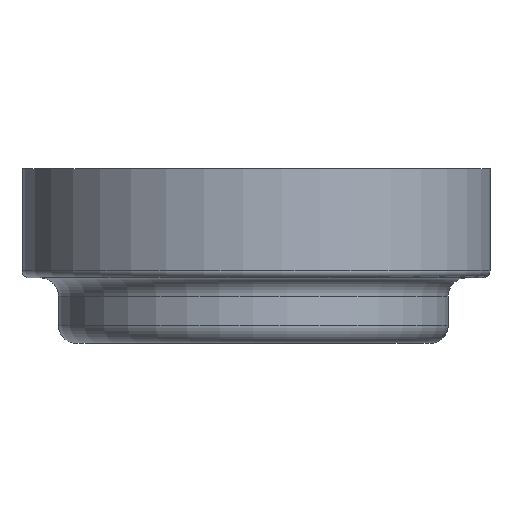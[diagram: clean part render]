
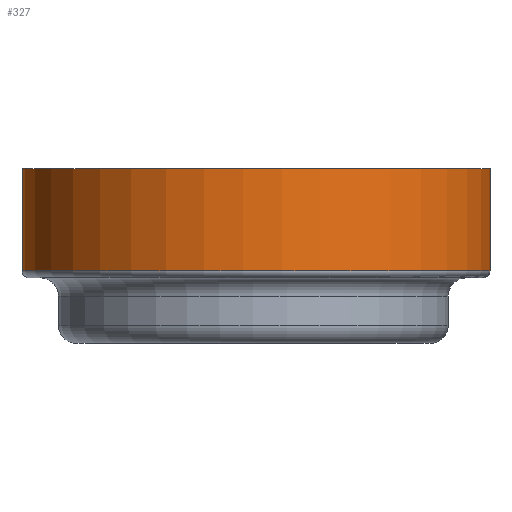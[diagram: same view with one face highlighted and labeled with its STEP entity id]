
A CAD part, left-side view. The second image highlights one B-rep face of the part: STEP entity #327.
In plain terms, the highlighted cylindrical face has radius 6.427 mm (diameter 12.854 mm), a partial arc.
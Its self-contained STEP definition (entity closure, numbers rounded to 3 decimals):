
#24=CYLINDRICAL_SURFACE('',#395,6.427);
#32=LINE('',#610,#42);
#34=LINE('',#614,#44);
#42=VECTOR('',#496,10.);
#44=VECTOR('',#502,10.);
#91=FACE_OUTER_BOUND('',#133,.T.);
#133=EDGE_LOOP('',(#287,#288,#289,#290));
#137=CIRCLE('',#353,6.427);
#158=CIRCLE('',#391,6.427);
#162=VERTEX_POINT('',#513);
#163=VERTEX_POINT('',#515);
#185=VERTEX_POINT('',#588);
#186=VERTEX_POINT('',#592);
#190=EDGE_CURVE('',#162,#163,#137,.T.);
#216=EDGE_CURVE('',#186,#185,#158,.T.);
#220=EDGE_CURVE('',#186,#163,#32,.T.);
#222=EDGE_CURVE('',#185,#162,#34,.T.);
#287=ORIENTED_EDGE('',*,*,#216,.F.);
#288=ORIENTED_EDGE('',*,*,#220,.T.);
#289=ORIENTED_EDGE('',*,*,#190,.F.);
#290=ORIENTED_EDGE('',*,*,#222,.F.);
#327=ADVANCED_FACE('',(#91),#24,.T.);
#353=AXIS2_PLACEMENT_3D('',#516,#408,#409);
#391=AXIS2_PLACEMENT_3D('',#593,#488,#489);
#395=AXIS2_PLACEMENT_3D('',#613,#500,#501);
#408=DIRECTION('center_axis',(0.,0.,1.));
#409=DIRECTION('ref_axis',(0.,1.,0.));
#488=DIRECTION('center_axis',(0.,0.,-1.));
#489=DIRECTION('ref_axis',(-0.994,-0.11,0.));
#496=DIRECTION('',(0.,0.,1.));
#500=DIRECTION('center_axis',(0.,0.,1.));
#501=DIRECTION('ref_axis',(0.,1.,0.));
#502=DIRECTION('',(0.,0.,1.));
#513=CARTESIAN_POINT('',(-15.875,12.7,3.));
#515=CARTESIAN_POINT('',(-14.475,0.,3.));
#516=CARTESIAN_POINT('Origin',(-15.875,6.273,3.));
#588=CARTESIAN_POINT('',(-15.875,12.7,0.2));
#592=CARTESIAN_POINT('',(-14.475,0.,0.2));
#593=CARTESIAN_POINT('Origin',(-15.875,6.273,0.2));
#610=CARTESIAN_POINT('',(-14.475,0.,0.));
#613=CARTESIAN_POINT('Origin',(-15.875,6.273,0.));
#614=CARTESIAN_POINT('',(-15.875,12.7,0.));
